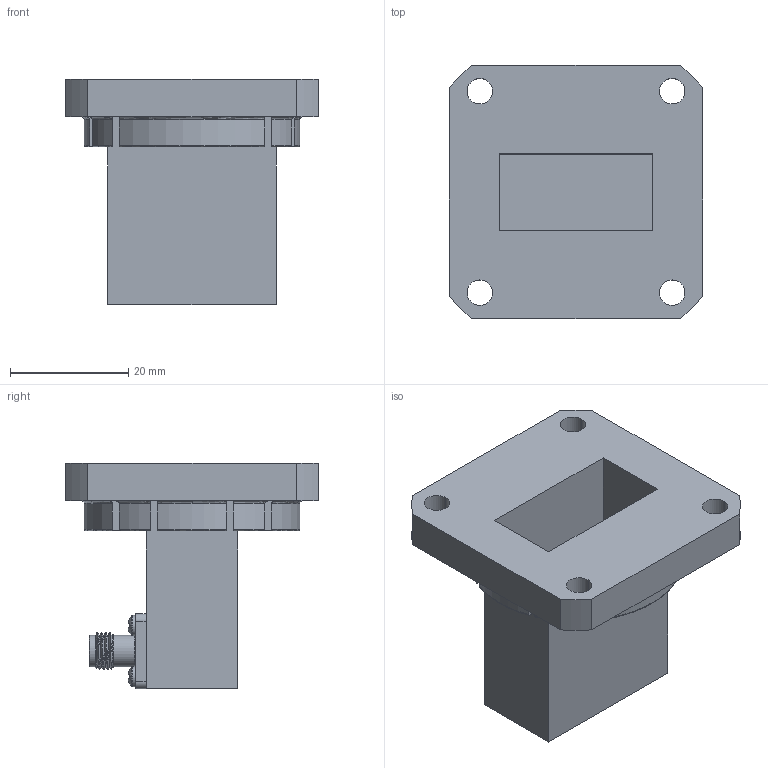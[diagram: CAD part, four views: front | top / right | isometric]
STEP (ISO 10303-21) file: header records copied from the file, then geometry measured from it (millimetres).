
FILE_DESCRIPTION (( 'STEP AP214' ), '1' );
FILE_NAME ('PEWCA1037.step', '2021-05-20T17:06:35', ( '' ), ( '' ), 'SwSTEP 2.0', 'SolidWorks 2020', '' );
FILE_SCHEMA (( 'AUTOMOTIVE_DESIGN' ));
Length unit declared in the file: inch
Products named in the file (3): PEWCA1037; SMA FEMALE
Assembly tree (2 placements, depth 2):
  PEWCA1037
    PEWCA1037
    SMA FEMALE
Bounding box: 42.85 x 42.85 x 38.1 mm (x, y, z)
Volume: 16498.7 mm3; surface area: 11786.6 mm2
Topology: 11 solids, 11 shells, 316 faces, 843 edges, 557 vertices
Faces by surface type: plane 133, cylinder 100, cone 32, bspline 31, torus 20
Entity records: 16290 total; most frequent: CARTESIAN_POINT 8628, ORIENTED_EDGE 1686, DIRECTION 1396, EDGE_CURVE 843, VERTEX_POINT 557, AXIS2_PLACEMENT_3D 528, EDGE_LOOP 344, LINE 340
